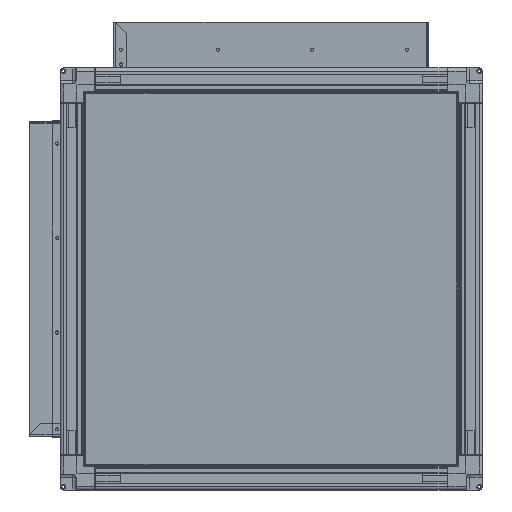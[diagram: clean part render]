
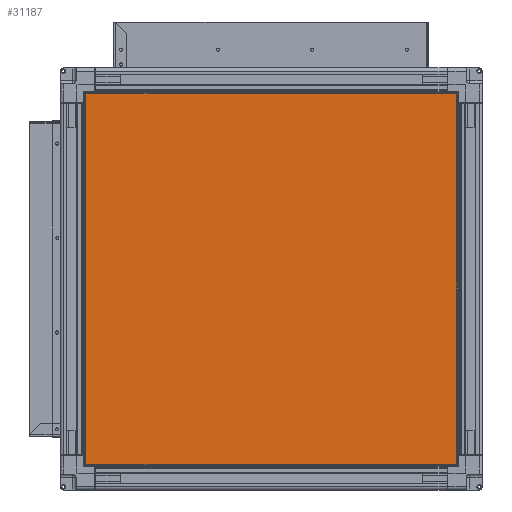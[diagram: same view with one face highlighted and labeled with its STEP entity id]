
A CAD part, left-side view. The second image highlights one B-rep face of the part: STEP entity #31187.
In plain terms, the highlighted planar face has unit normal (-1, 0, 0).
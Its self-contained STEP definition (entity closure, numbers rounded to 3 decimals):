
#31187=ADVANCED_FACE('',(#70221),#70223,.F.);
#70221=FACE_BOUND('',#70222,.T.);
#70222=EDGE_LOOP('',(#97898,#97899,#97900,#97901));
#70223=PLANE('',#70224);
#70224=AXIS2_PLACEMENT_3D('',#70225,#70226,#70227);
#70225=CARTESIAN_POINT('',(-328.,0.,-335.));
#70226=DIRECTION('',(1.,0.,0.));
#70227=DIRECTION('',(0.,0.,-1.));
#97898=ORIENTED_EDGE('',*,*,#112461,.T.);
#97899=ORIENTED_EDGE('',*,*,#112488,.T.);
#97900=ORIENTED_EDGE('',*,*,#112479,.T.);
#97901=ORIENTED_EDGE('',*,*,#112474,.T.);
#112461=EDGE_CURVE('',#129944,#129942,#129945,.T.);
#112474=EDGE_CURVE('',#129956,#129944,#129959,.T.);
#112479=EDGE_CURVE('',#129964,#129956,#129965,.T.);
#112488=EDGE_CURVE('',#129942,#129964,#129974,.T.);
#129942=VERTEX_POINT('',#170804);
#129944=VERTEX_POINT('',#170823);
#129945=LINE('',#170824,#170825);
#129956=VERTEX_POINT('',#170872);
#129959=LINE('',#170909,#170910);
#129964=VERTEX_POINT('',#170939);
#129965=LINE('',#170940,#170941);
#129974=LINE('',#170997,#170998);
#170804=CARTESIAN_POINT('',(-328.,294.35,-629.35));
#170823=CARTESIAN_POINT('',(-328.,294.35,-40.65));
#170824=CARTESIAN_POINT('',(-328.,294.35,-40.65));
#170825=VECTOR('',#170826,1.);
#170826=DIRECTION('',(0.,0.,-1.));
#170872=CARTESIAN_POINT('',(-328.,-294.35,-40.65));
#170909=CARTESIAN_POINT('',(-328.,-294.35,-40.65));
#170910=VECTOR('',#170911,1.);
#170911=DIRECTION('',(0.,1.,0.));
#170939=CARTESIAN_POINT('',(-328.,-294.35,-629.35));
#170940=CARTESIAN_POINT('',(-328.,-294.35,-629.35));
#170941=VECTOR('',#170942,1.);
#170942=DIRECTION('',(0.,0.,1.));
#170997=CARTESIAN_POINT('',(-328.,294.35,-629.35));
#170998=VECTOR('',#170999,1.);
#170999=DIRECTION('',(0.,-1.,0.));
